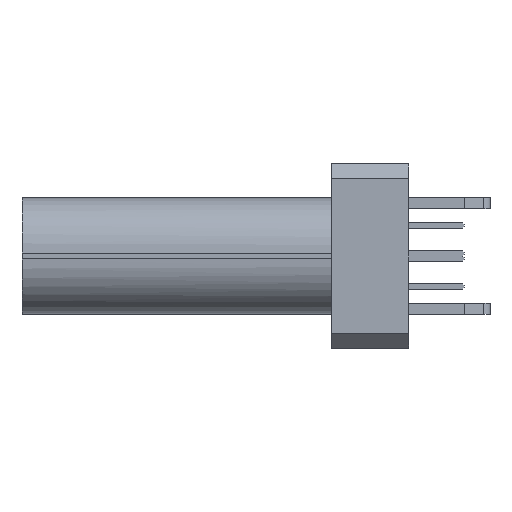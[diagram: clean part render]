
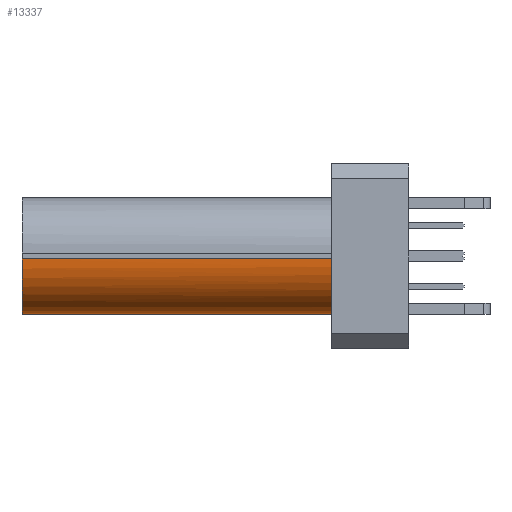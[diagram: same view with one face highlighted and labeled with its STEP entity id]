
A CAD part, left-side view. The second image highlights one B-rep face of the part: STEP entity #13337.
In plain terms, the highlighted cylindrical face has radius 1.5 mm (diameter 3 mm), a partial arc.
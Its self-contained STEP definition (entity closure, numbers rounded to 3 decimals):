
#1053=CARTESIAN_POINT('',(1154.294,273.497,-2.58));
#1054=DIRECTION('',(0.,-1.,0.));
#1055=DIRECTION('',(-1.,0.,0.));
#1056=AXIS2_PLACEMENT_3D('',#1053,#1054,#1055);
#3106=DIRECTION('',(0.,1.,0.));
#3107=VECTOR('',#3106,8.4);
#3108=CARTESIAN_POINT('',(1152.794,273.497,-2.58));
#3109=LINE('',#3108,#3107);
#3113=DIRECTION('',(0.,-1.,0.));
#3114=VECTOR('',#3113,8.4);
#3115=CARTESIAN_POINT('',(1154.294,281.897,-4.08));
#3116=LINE('',#3115,#3114);
#6113=CARTESIAN_POINT('',(1154.294,281.897,-2.58));
#6114=DIRECTION('',(0.,1.,0.));
#6115=DIRECTION('',(0.,0.,-1.));
#6116=AXIS2_PLACEMENT_3D('',#6113,#6114,#6115);
#8388=CARTESIAN_POINT('',(1154.294,273.497,-2.58));
#8389=DIRECTION('',(0.,-1.,0.));
#8390=DIRECTION('',(-0.626,0.,-0.78));
#8391=AXIS2_PLACEMENT_3D('',#8388,#8389,#8390);
#9701=CARTESIAN_POINT('',(1153.355,273.497,-3.75));
#9702=VERTEX_POINT('',#9701);
#9956=CARTESIAN_POINT('',(1152.794,273.497,-2.58));
#9957=VERTEX_POINT('',#9956);
#10281=CARTESIAN_POINT('',(1152.794,281.897,
-2.58));
#10282=VERTEX_POINT('',#10281);
#10294=CARTESIAN_POINT('',(1154.294,281.897,
-4.08));
#10296=VERTEX_POINT('',#10294);
#10405=CARTESIAN_POINT('',(1154.294,273.497,
-4.08));
#10406=VERTEX_POINT('',#10405);
#13321=CARTESIAN_POINT('',(1154.294,288.497,
-2.58));
#13322=DIRECTION('',(0.,-1.,0.));
#13323=DIRECTION('',(0.,0.,-1.));
#13324=AXIS2_PLACEMENT_3D('',#13321,#13322,#13323);
#13325=CYLINDRICAL_SURFACE('',#13324,1.5);
#13327=ORIENTED_EDGE('',*,*,#13326,.F.);
#13328=ORIENTED_EDGE('',*,*,#11522,.T.);
#13330=ORIENTED_EDGE('',*,*,#13329,.T.);
#13332=ORIENTED_EDGE('',*,*,#13331,.F.);
#13334=ORIENTED_EDGE('',*,*,#13333,.T.);
#13335=EDGE_LOOP('',(#13327,#13328,#13330,#13332,#13334));
#13336=FACE_OUTER_BOUND('',#13335,.F.);
#1057=CIRCLE('',#1056,1.5);
#6117=CIRCLE('',#6116,1.5);
#8392=CIRCLE('',#8391,1.5);
#11522=EDGE_CURVE('',#9957,#9702,#1057,.T.);
#13326=EDGE_CURVE('',#9957,#10282,#3109,.T.);
#13329=EDGE_CURVE('',#9702,#10406,#8392,.T.);
#13331=EDGE_CURVE('',#10296,#10406,#3116,.T.);
#13333=EDGE_CURVE('',#10296,#10282,#6117,.T.);
#13337=ADVANCED_FACE('',(#13336),#13325,.T.);
